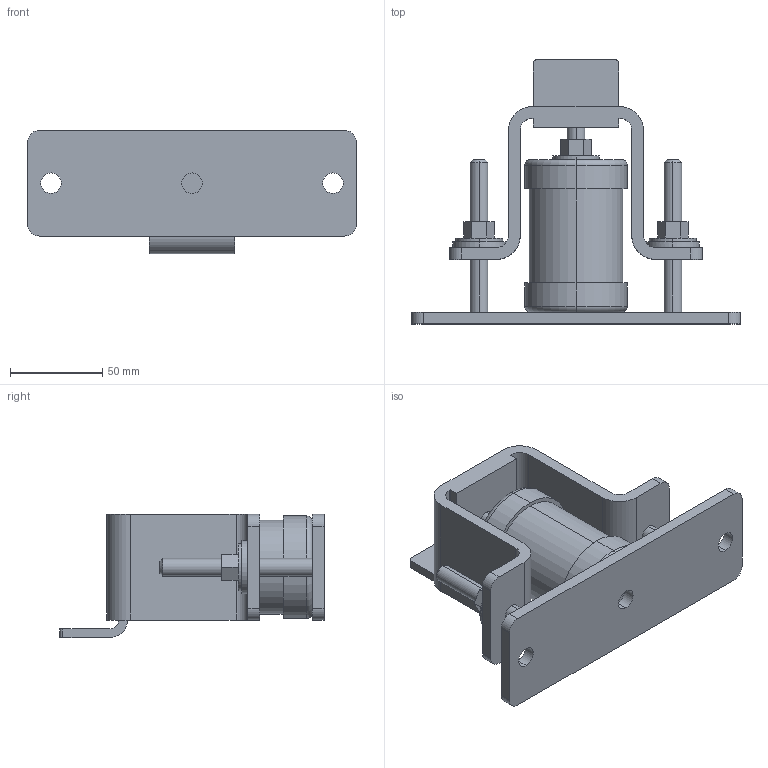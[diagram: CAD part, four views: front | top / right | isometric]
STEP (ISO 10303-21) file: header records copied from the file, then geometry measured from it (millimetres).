
FILE_DESCRIPTION (( 'STEP AP203' ), '1' );
FILE_NAME ('SMSR-AA Rev J.STEP', '2024-02-05T14:34:31', ( '' ), ( '' ), 'SwSTEP 2.0', 'SolidWorks 2016', '' );
FILE_SCHEMA (( 'CONFIG_CONTROL_DESIGN' ));
Length unit declared in the file: inch
Products named in the file (1): SMSR-AA Rev J
Bounding box: 177.8 x 142.88 x 66.67 mm (x, y, z)
Volume: 381762.5 mm3; surface area: 84186.2 mm2
Topology: 1 solids, 1 shells, 119 faces, 299 edges, 196 vertices
Faces by surface type: plane 59, cylinder 52, cone 4, torus 4
Entity records: 3740 total; most frequent: CARTESIAN_POINT 673, DIRECTION 655, ORIENTED_EDGE 598, EDGE_CURVE 299, AXIS2_PLACEMENT_3D 238, VERTEX_POINT 196, LINE 179, VECTOR 179
